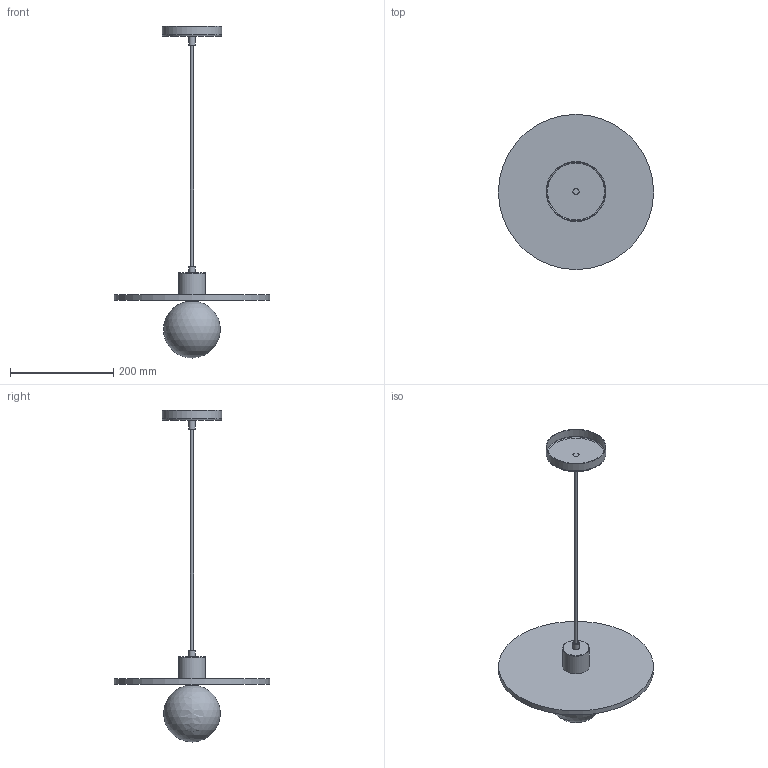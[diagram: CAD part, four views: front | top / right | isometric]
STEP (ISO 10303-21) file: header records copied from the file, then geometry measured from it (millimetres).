
FILE_DESCRIPTION(/* description */ (''),/* implementation_level */ '2;1');
FILE_NAME(/* name */ 'Lando P0650 v2.step',/* time_stamp */ '2025-08-28T14:06:52+02:00',/* author */ (''),/* organization */ (''),/* preprocessor_version */ 'ST-DEVELOPER v20.1',/* originating_system */ 'Autodesk Translation Framework v14.10.0.0',/* authorisation */ '');
FILE_SCHEMA (('AUTOMOTIVE_DESIGN { 1 0 10303 214 3 1 1 }'));
Length unit declared in the file: millimetre
Products named in the file (1): Lando P0650
Bounding box: 300 x 300 x 642 mm (x, y, z)
Volume: 1528029 mm3; surface area: 245015.6 mm2
Topology: 10 solids, 10 shells, 65 faces, 133 edges, 86 vertices
Faces by surface type: plane 25, cylinder 24, bspline 7, torus 5, sphere 4
Full cylindrical faces by diameter (mm): 6 x1, 6.485 x1, 12 x2, 52 x1, 113.838 x1, 115.838 x1, 300 x1
Entity records: 2934 total; most frequent: CARTESIAN_POINT 1610, ORIENTED_EDGE 256, DIRECTION 247, EDGE_CURVE 128, AXIS2_PLACEMENT_3D 104, VERTEX_POINT 86, EDGE_LOOP 72, FACE_OUTER_BOUND 65
